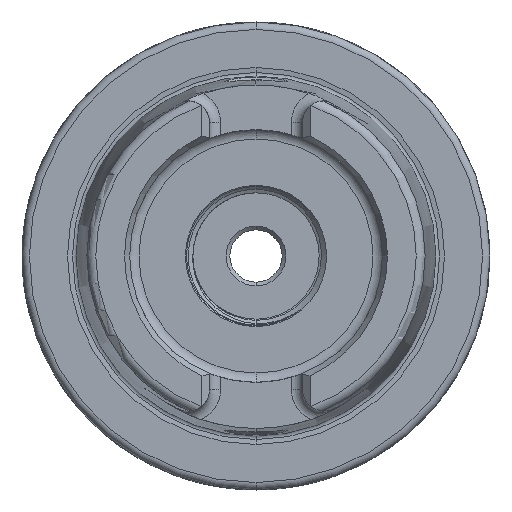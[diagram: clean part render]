
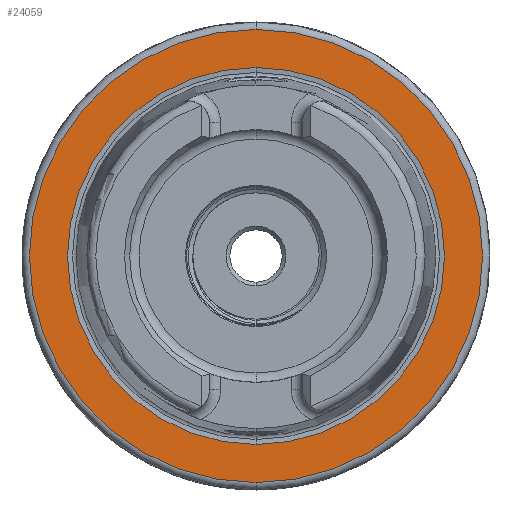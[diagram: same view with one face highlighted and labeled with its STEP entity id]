
A CAD part, left-side view. The second image highlights one B-rep face of the part: STEP entity #24059.
In plain terms, the highlighted planar face has unit normal (-1, 0, 0).
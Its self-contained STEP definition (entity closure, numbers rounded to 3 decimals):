
#2537 = AXIS2_PLACEMENT_3D ( 'NONE', #10106, #10133, #10147 ) ;
#2859 = AXIS2_PLACEMENT_3D ( 'NONE', #25824, #25812, #25835 ) ;
#2912 = AXIS2_PLACEMENT_3D ( 'NONE', #25555, #25507, #25535 ) ;
#2952 = AXIS2_PLACEMENT_3D ( 'NONE', #20492, #20508, #20491 ) ;
#2981 = AXIS2_PLACEMENT_3D ( 'NONE', #20660, #20638, #20627 ) ;
#5112 = EDGE_CURVE ( 'NONE', #27186, #27235, #11207, .T. ) ;
#5166 = EDGE_CURVE ( 'NONE', #27192, #24240, #11257, .T. ) ;
#5308 = EDGE_CURVE ( 'NONE', #24240, #27192, #11370, .T. ) ;
#5332 = EDGE_CURVE ( 'NONE', #27235, #27186, #11373, .T. ) ;
#10106 = CARTESIAN_POINT ( 'NONE',  ( 0., 25.369, 0. ) ) ;
#10133 = DIRECTION ( 'NONE',  ( -1., 0., 0. ) ) ;
#10136 = PLANE ( 'NONE',  #2537 ) ;
#10147 = DIRECTION ( 'NONE',  ( 0., 0., 1. ) ) ;
#11207 = CIRCLE ( 'NONE', #2912, 30.5 ) ;
#11257 = CIRCLE ( 'NONE', #2859, 25.369 ) ;
#11370 = CIRCLE ( 'NONE', #2952, 25.369 ) ;
#11373 = CIRCLE ( 'NONE', #2981, 30.5 ) ;
#17848 = FACE_OUTER_BOUND ( 'NONE', #31464, .T. ) ;
#17849 = FACE_BOUND ( 'NONE', #31492, .T. ) ;
#20491 = DIRECTION ( 'NONE',  ( 0., 0., -1. ) ) ;
#20492 = CARTESIAN_POINT ( 'NONE',  ( 0., 0., 0. ) ) ;
#20508 = DIRECTION ( 'NONE',  ( 1., 0., 0. ) ) ;
#20627 = DIRECTION ( 'NONE',  ( 0., 0., 1. ) ) ;
#20638 = DIRECTION ( 'NONE',  ( -1., 0., 0. ) ) ;
#20660 = CARTESIAN_POINT ( 'NONE',  ( 0., 0., 0. ) ) ;
#22700 = CARTESIAN_POINT ( 'NONE',  ( 0., 0., -30.5 ) ) ;
#23659 = CARTESIAN_POINT ( 'NONE',  ( 0., 0., -25.369 ) ) ;
#23716 = CARTESIAN_POINT ( 'NONE',  ( 0., 0., 30.5 ) ) ;
#23759 = CARTESIAN_POINT ( 'NONE',  ( 0., 0., 25.369 ) ) ;
#24059 = ADVANCED_FACE ( 'NONE', ( #17848, #17849 ), #10136, .T. ) ;
#24240 = VERTEX_POINT ( 'NONE', #23659 ) ;
#25507 = DIRECTION ( 'NONE',  ( -1., 0., 0. ) ) ;
#25535 = DIRECTION ( 'NONE',  ( 0., 0., 1. ) ) ;
#25555 = CARTESIAN_POINT ( 'NONE',  ( 0., 0., 0. ) ) ;
#25812 = DIRECTION ( 'NONE',  ( 1., 0., 0. ) ) ;
#25824 = CARTESIAN_POINT ( 'NONE',  ( 0., 0., 0. ) ) ;
#25835 = DIRECTION ( 'NONE',  ( 0., 0., -1. ) ) ;
#27186 = VERTEX_POINT ( 'NONE', #23716 ) ;
#27192 = VERTEX_POINT ( 'NONE', #23759 ) ;
#27235 = VERTEX_POINT ( 'NONE', #22700 ) ;
#31464 = EDGE_LOOP ( 'NONE', ( #32132, #32225 ) ) ;
#31492 = EDGE_LOOP ( 'NONE', ( #32187, #32151 ) ) ;
#32132 = ORIENTED_EDGE ( 'NONE', *, *, #5112, .T. ) ;
#32151 = ORIENTED_EDGE ( 'NONE', *, *, #5308, .T. ) ;
#32187 = ORIENTED_EDGE ( 'NONE', *, *, #5166, .T. ) ;
#32225 = ORIENTED_EDGE ( 'NONE', *, *, #5332, .T. ) ;
